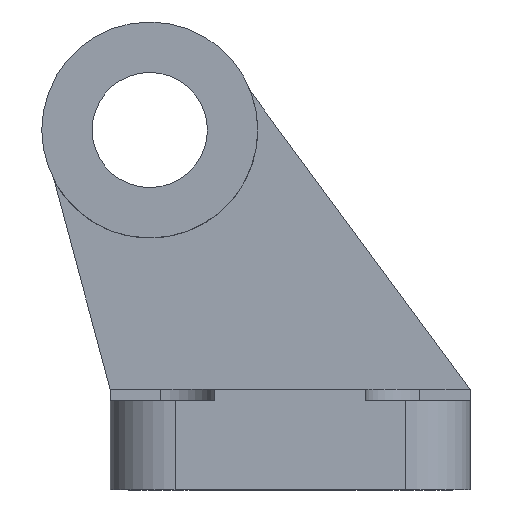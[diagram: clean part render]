
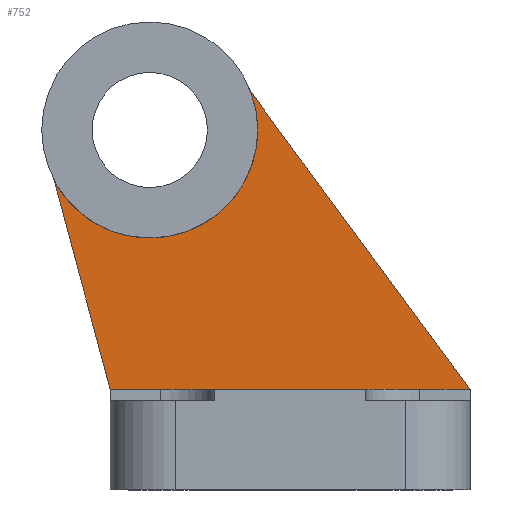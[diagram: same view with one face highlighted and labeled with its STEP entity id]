
A CAD part, left-side view. The second image highlights one B-rep face of the part: STEP entity #752.
In plain terms, the highlighted planar face has unit normal (-1, 0, 0).
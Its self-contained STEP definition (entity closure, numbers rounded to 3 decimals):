
#42=PLANE('',#816);
#75=FACE_OUTER_BOUND('',#121,.T.);
#121=EDGE_LOOP('',(#590,#591,#592,#593));
#202=LINE('',#1204,#270);
#203=LINE('',#1206,#271);
#204=LINE('',#1209,#272);
#270=VECTOR('',#982,50.);
#271=VECTOR('',#983,51.301);
#272=VECTOR('',#986,30.123);
#310=CIRCLE('',#817,15.);
#365=VERTEX_POINT('',#1171);
#374=VERTEX_POINT('',#1203);
#375=VERTEX_POINT('',#1205);
#376=VERTEX_POINT('',#1207);
#459=EDGE_CURVE('',#365,#374,#202,.T.);
#460=EDGE_CURVE('',#375,#365,#203,.T.);
#461=EDGE_CURVE('',#376,#375,#310,.T.);
#462=EDGE_CURVE('',#374,#376,#204,.T.);
#590=ORIENTED_EDGE('',*,*,#459,.F.);
#591=ORIENTED_EDGE('',*,*,#460,.F.);
#592=ORIENTED_EDGE('',*,*,#461,.F.);
#593=ORIENTED_EDGE('',*,*,#462,.F.);
#752=ADVANCED_FACE('',(#75),#42,.F.);
#816=AXIS2_PLACEMENT_3D('',#1202,#980,#981);
#817=AXIS2_PLACEMENT_3D('',#1208,#984,#985);
#980=DIRECTION('center_axis',(1.,0.,0.));
#981=DIRECTION('ref_axis',(0.,0.,-1.));
#982=DIRECTION('',(0.,1.,0.));
#983=DIRECTION('',(0.,-0.594,-0.805));
#984=DIRECTION('center_axis',(-1.,0.,0.));
#985=DIRECTION('ref_axis',(0.,0.,-1.));
#986=DIRECTION('',(0.,0.259,0.966));
#1171=CARTESIAN_POINT('',(-8.,-25.,14.));
#1202=CARTESIAN_POINT('Origin',(-8.,5.31,23.082));
#1203=CARTESIAN_POINT('',(-8.,25.,14.));
#1204=CARTESIAN_POINT('',(-8.,2.655,14.));
#1205=CARTESIAN_POINT('',(-8.,5.46,55.28));
#1206=CARTESIAN_POINT('',(-8.,-25.,14.));
#1207=CARTESIAN_POINT('',(-8.,32.815,43.092));
#1208=CARTESIAN_POINT('Origin',(-8.,19.5,50.));
#1209=CARTESIAN_POINT('',(-8.,32.815,43.092));
